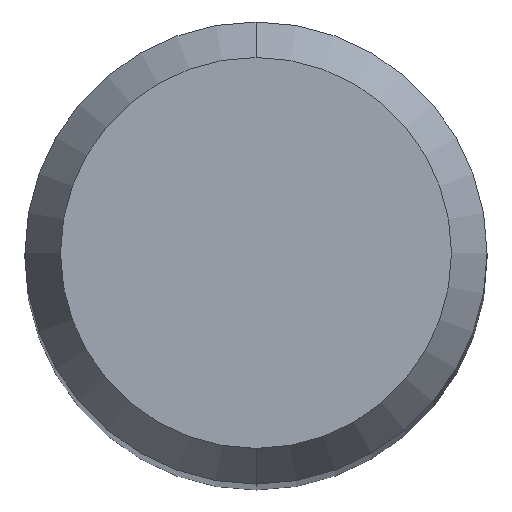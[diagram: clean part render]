
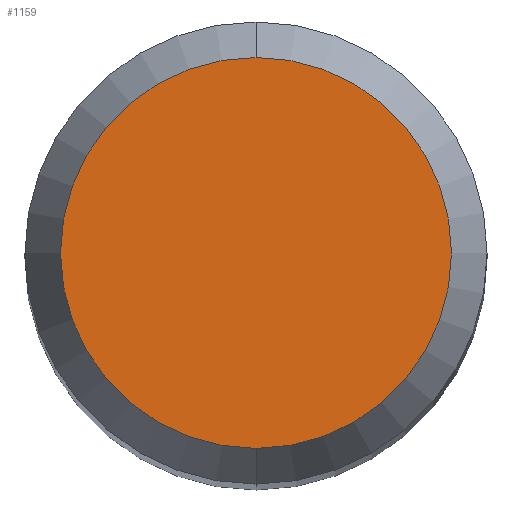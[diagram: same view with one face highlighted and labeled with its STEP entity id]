
A CAD part, top view. The second image highlights one B-rep face of the part: STEP entity #1159.
In plain terms, the highlighted planar face has unit normal (0, 0, 1).
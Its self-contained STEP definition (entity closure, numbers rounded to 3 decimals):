
#531=VERTEX_POINT('',#1526);
#571=VERTEX_POINT('',#1569);
#1065=EDGE_CURVE('',#571,#531,#2112,.T.);
#1159=ADVANCED_FACE('',(#2215),#2216,.T.);
#1437=EDGE_CURVE('',#531,#571,#2517,.T.);
#1526=CARTESIAN_POINT('',(0.,-2.538,0.0));
#1569=CARTESIAN_POINT('',(0.0,2.538,0.0));
#2112=CIRCLE('',#8429,2.538);
#2215=FACE_OUTER_BOUND('',#9212,.T.);
#2216=PLANE('',#9213);
#2517=CIRCLE('',#11674,2.538);
#8429=AXIS2_PLACEMENT_3D('',#12901,#12902,#12903);
#9212=EDGE_LOOP('',(#13018,#13019));
#9213=AXIS2_PLACEMENT_3D('',#13020,#13021,#13022);
#11674=AXIS2_PLACEMENT_3D('',#13317,#13318,#13319);
#12901=CARTESIAN_POINT('',(0.0,0.0,0.0));
#12902=DIRECTION('',(0.0,0.0,-1.0));
#12903=DIRECTION('',(0.0,1.0,0.0));
#13018=ORIENTED_EDGE('',*,*,#1065,.F.);
#13019=ORIENTED_EDGE('',*,*,#1437,.F.);
#13020=CARTESIAN_POINT('',(0.0,1.269,0.0));
#13021=DIRECTION('',(-0.0,0.0,1.0));
#13022=DIRECTION('',(0.0,-1.0,0.0));
#13317=CARTESIAN_POINT('',(0.0,0.0,0.0));
#13318=DIRECTION('',(0.0,0.0,-1.0));
#13319=DIRECTION('',(0.0,1.0,0.0));
